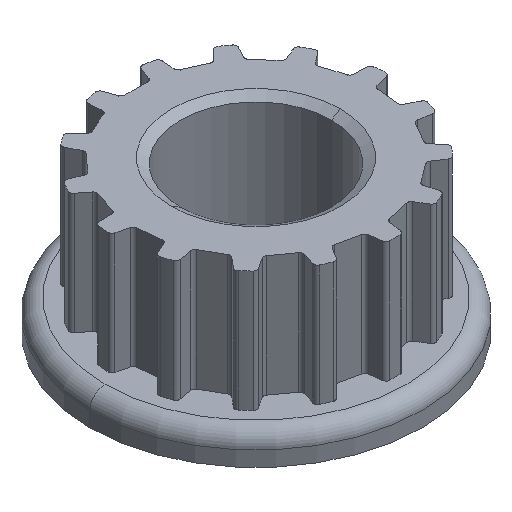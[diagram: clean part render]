
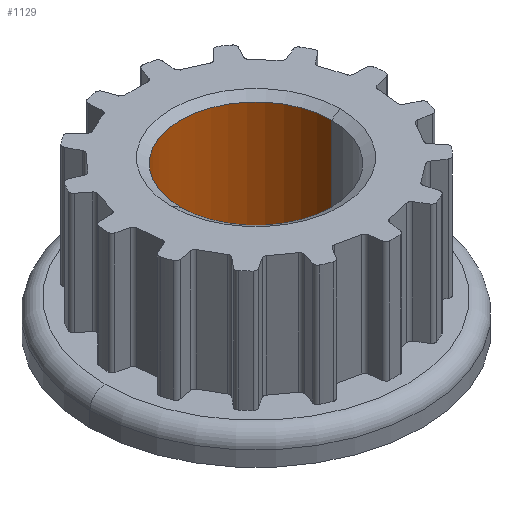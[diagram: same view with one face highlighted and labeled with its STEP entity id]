
A CAD part, isometric view. The second image highlights one B-rep face of the part: STEP entity #1129.
In plain terms, the highlighted cylindrical face has radius 2.5 mm (diameter 5 mm), a partial arc.
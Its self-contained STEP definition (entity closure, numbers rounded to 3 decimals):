
#321 = AXIS2_PLACEMENT_3D ( 'NONE', #1762, #1763, #1764 ) ;
#322 = AXIS2_PLACEMENT_3D ( 'NONE', #1765, #1766, #1767 ) ;
#414 = DIRECTION ( 'NONE',  ( 0., 0., 1. ) ) ;
#519 = FACE_OUTER_BOUND ( 'NONE', #1466, .T. ) ;
#524 = CYLINDRICAL_SURFACE ( 'NONE', #1919, 2.5 ) ;
#533 = LINE ( 'NONE', #3832, #541 ) ;
#541 = VECTOR ( 'NONE', #414, 1000. ) ;
#554 = LINE ( 'NONE', #2148, #558 ) ;
#558 = VECTOR ( 'NONE', #2154, 1000. ) ;
#808 = VERTEX_POINT ( 'NONE', #3000 ) ;
#810 = VERTEX_POINT ( 'NONE', #2999 ) ;
#814 = VERTEX_POINT ( 'NONE', #2974 ) ;
#818 = VERTEX_POINT ( 'NONE', #2968 ) ;
#1129 = ADVANCED_FACE ( 'NONE', ( #519 ), #524, .F. ) ;
#1140 = EDGE_CURVE ( 'NONE', #808, #814, #533, .T. ) ;
#1152 = EDGE_CURVE ( 'NONE', #818, #810, #554, .T. ) ;
#1353 = EDGE_CURVE ( 'NONE', #818, #808, #4437, .T. ) ;
#1354 = EDGE_CURVE ( 'NONE', #814, #810, #4438, .T. ) ;
#1466 = EDGE_LOOP ( 'NONE', ( #3306, #3307, #3292, #3293 ) ) ;
#1762 = CARTESIAN_POINT ( 'NONE',  ( 0., 0., -1.725 ) ) ;
#1763 = DIRECTION ( 'NONE',  ( 0., 0., -1. ) ) ;
#1764 = DIRECTION ( 'NONE',  ( 1., 0., 0. ) ) ;
#1765 = CARTESIAN_POINT ( 'NONE',  ( 0., 0., 3.129 ) ) ;
#1766 = DIRECTION ( 'NONE',  ( 0., 0., 1. ) ) ;
#1767 = DIRECTION ( 'NONE',  ( -1., 0., 0. ) ) ;
#1919 = AXIS2_PLACEMENT_3D ( 'NONE', #3704, #3705, #2016 ) ;
#2016 = DIRECTION ( 'NONE',  ( 1., 0., 0. ) ) ;
#2148 = CARTESIAN_POINT ( 'NONE',  ( -2.5, 0., 0. ) ) ;
#2154 = DIRECTION ( 'NONE',  ( 0., 0., 1. ) ) ;
#2968 = CARTESIAN_POINT ( 'NONE',  ( -2.5, 0., -1.725 ) ) ;
#2974 = CARTESIAN_POINT ( 'NONE',  ( 2.5, 0., 3.129 ) ) ;
#2999 = CARTESIAN_POINT ( 'NONE',  ( -2.5, 0., 3.129 ) ) ;
#3000 = CARTESIAN_POINT ( 'NONE',  ( 2.5, 0., -1.725 ) ) ;
#3292 = ORIENTED_EDGE ( 'NONE', *, *, #1140, .T. ) ;
#3293 = ORIENTED_EDGE ( 'NONE', *, *, #1354, .T. ) ;
#3306 = ORIENTED_EDGE ( 'NONE', *, *, #1152, .F. ) ;
#3307 = ORIENTED_EDGE ( 'NONE', *, *, #1353, .T. ) ;
#3704 = CARTESIAN_POINT ( 'NONE',  ( 0., 0., 0. ) ) ;
#3705 = DIRECTION ( 'NONE',  ( 0., 0., 1. ) ) ;
#3832 = CARTESIAN_POINT ( 'NONE',  ( 2.5, 0., 0. ) ) ;
#4437 = CIRCLE ( 'NONE', #321, 2.5 ) ;
#4438 = CIRCLE ( 'NONE', #322, 2.5 ) ;
